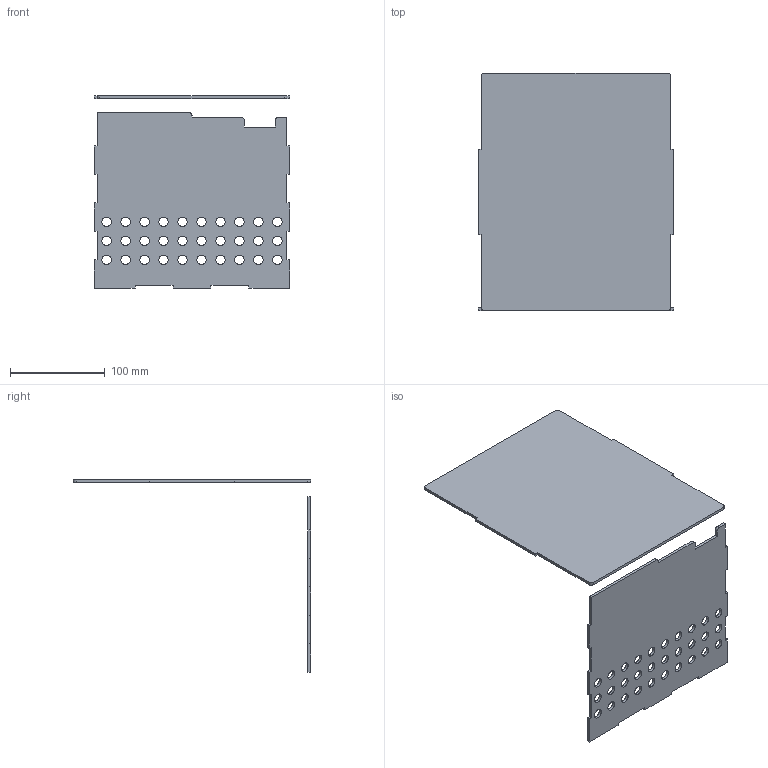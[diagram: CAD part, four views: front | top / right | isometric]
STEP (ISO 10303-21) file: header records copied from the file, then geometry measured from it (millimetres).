
FILE_DESCRIPTION(/* description */ (''),/* implementation_level */ '2;1');
FILE_NAME(/* name */ 'top_and_side.step',/* time_stamp */ '2022-08-31T08:17:18+02:00',/* author */ (''),/* organization */ (''),/* preprocessor_version */ 'ST-DEVELOPER v19',/* originating_system */ 'Autodesk Translation Framework v11.7.0.108',/* authorisation */ '');
FILE_SCHEMA (('AUTOMOTIVE_DESIGN { 1 0 10303 214 3 1 1 }'));
Length unit declared in the file: millimetre
Products named in the file (3): prototype1_ICPS; right; top
Assembly tree (2 placements, depth 2):
  prototype1_ICPS
    right
    top
Bounding box: 206 x 250 x 203 mm (x, y, z)
Volume: 253920.9 mm3; surface area: 177331 mm2
Topology: 2 solids, 2 shells, 91 faces, 261 edges, 174 vertices
Faces by surface type: plane 54, cylinder 37
Full cylindrical faces by diameter (mm): 10 x30
Entity records: 3208 total; most frequent: CARTESIAN_POINT 531, DIRECTION 527, ORIENTED_EDGE 522, EDGE_CURVE 261, LINE 187, VECTOR 187, VERTEX_POINT 174, AXIS2_PLACEMENT_3D 170
